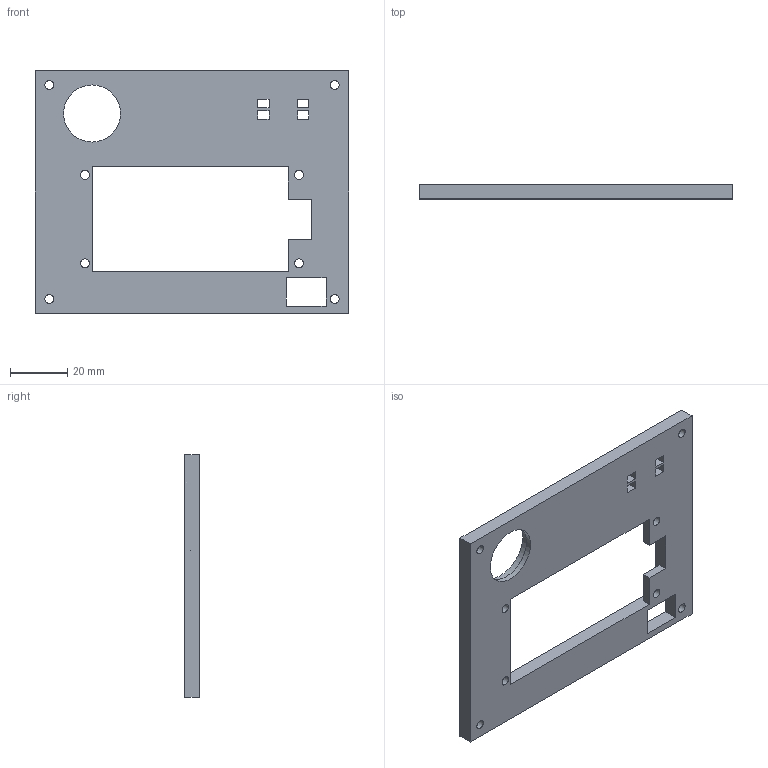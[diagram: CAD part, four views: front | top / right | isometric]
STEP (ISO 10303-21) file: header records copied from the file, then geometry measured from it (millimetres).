
FILE_DESCRIPTION(/* description */ (''),/* implementation_level */ '2;1');
FILE_NAME(/* name */ 'Arduino_MountingPlate_v4.step',/* time_stamp */ '2025-05-06T20:16:28+02:00',/* author */ (''),/* organization */ (''),/* preprocessor_version */ 'ST-DEVELOPER v20.1',/* originating_system */ 'Autodesk Translation Framework v14.4.0.0',/* authorisation */ '');
FILE_SCHEMA (('AUTOMOTIVE_DESIGN { 1 0 10303 214 3 1 1 }'));
Length unit declared in the file: millimetre
Products named in the file (2): MountingPlate; mountingPlatee
Assembly tree (1 placements, depth 2):
  MountingPlate
    mountingPlatee
Bounding box: 110 x 5 x 85 mm (x, y, z)
Volume: 28509.4 mm3; surface area: 16852.5 mm2
Topology: 1 solids, 1 shells, 51 faces, 146 edges, 98 vertices
Faces by surface type: plane 41, cylinder 10
Full cylindrical faces by diameter (mm): 3.2 x8, 20 x1, 22.2 x1
Entity records: 1769 total; most frequent: CARTESIAN_POINT 298, ORIENTED_EDGE 292, DIRECTION 274, EDGE_CURVE 146, LINE 126, VECTOR 126, VERTEX_POINT 98, EDGE_LOOP 82
